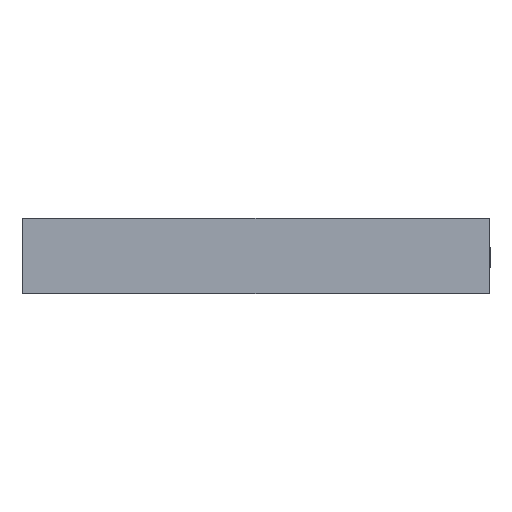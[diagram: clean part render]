
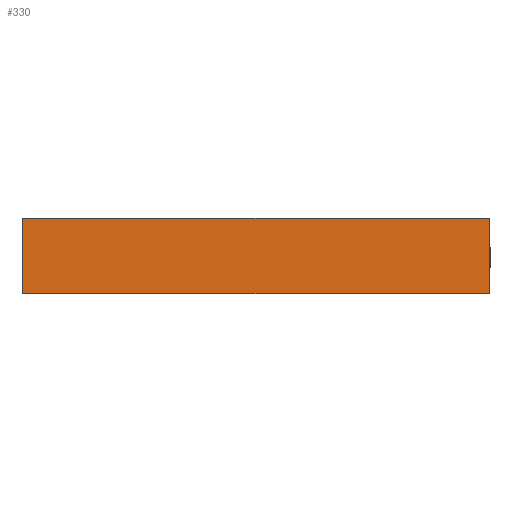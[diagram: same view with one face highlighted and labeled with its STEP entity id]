
A CAD part, top view. The second image highlights one B-rep face of the part: STEP entity #330.
In plain terms, the highlighted planar face has unit normal (0, 0, 1).
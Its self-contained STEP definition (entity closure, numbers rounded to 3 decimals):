
#100=ORIENTED_EDGE('',*,*,#136,.T.);
#101=ORIENTED_EDGE('',*,*,#140,.T.);
#102=ORIENTED_EDGE('',*,*,#143,.T.);
#103=ORIENTED_EDGE('',*,*,#145,.T.);
#136=EDGE_CURVE('',#169,#168,#188,.T.);
#140=EDGE_CURVE('',#168,#171,#192,.T.);
#143=EDGE_CURVE('',#171,#173,#195,.T.);
#145=EDGE_CURVE('',#173,#169,#197,.T.);
#168=VERTEX_POINT('',#539);
#169=VERTEX_POINT('',#541);
#171=VERTEX_POINT('',#547);
#173=VERTEX_POINT('',#553);
#188=LINE('',#540,#212);
#192=LINE('',#548,#216);
#195=LINE('',#554,#219);
#197=LINE('',#557,#221);
#212=VECTOR('',#453,1000.);
#216=VECTOR('',#459,1000.);
#219=VECTOR('',#464,1000.);
#221=VECTOR('',#468,1000.);
#254=EDGE_LOOP('',(#100,#101,#102,#103));
#290=FACE_BOUND('',#254,.T.);
#308=PLANE('',#377);
#330=ADVANCED_FACE('',(#290),#308,.T.);
#377=AXIS2_PLACEMENT_3D('',#558,#469,#470);
#453=DIRECTION('',(0.,1.,0.));
#459=DIRECTION('',(-1.,0.,0.));
#464=DIRECTION('',(0.,-1.,0.));
#468=DIRECTION('',(1.,0.,0.));
#469=DIRECTION('',(0.,0.,1.));
#470=DIRECTION('',(1.,0.,0.));
#539=CARTESIAN_POINT('',(168.,34.25,560.));
#540=CARTESIAN_POINT('',(168.,-19.75,560.));
#541=CARTESIAN_POINT('',(168.,-19.75,560.));
#547=CARTESIAN_POINT('',(-168.,34.25,560.));
#548=CARTESIAN_POINT('',(168.,34.25,560.));
#553=CARTESIAN_POINT('',(-168.,-19.75,560.));
#554=CARTESIAN_POINT('',(-168.,34.25,560.));
#557=CARTESIAN_POINT('',(-168.,-19.75,560.));
#558=CARTESIAN_POINT('',(0.,0.,560.));
